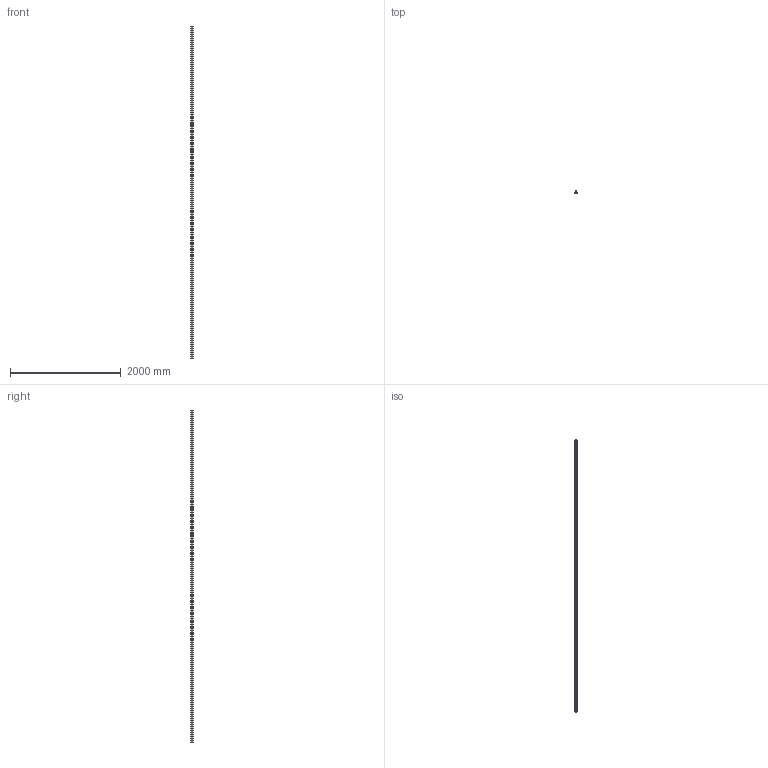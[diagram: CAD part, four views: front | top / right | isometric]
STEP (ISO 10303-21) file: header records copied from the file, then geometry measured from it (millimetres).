
FILE_DESCRIPTION (( 'STEP AP203' ), '1' );
FILE_NAME ('60372-GU-6M.step', '2022-07-21T10:02:09', ( '' ), ( '' ), 'SwSTEP 2.0', 'SolidWorks 2018', '' );
FILE_SCHEMA (( 'CONFIG_CONTROL_DESIGN' ));
Length unit declared in the file: millimetre
Products named in the file (1): 60372-GU-6M
Bounding box: 42.01 x 36.44 x 6000 mm (x, y, z)
Volume: 3029002.8 mm3; surface area: 2386634.8 mm2
Topology: 1 solids, 1 shells, 437 faces, 1227 edges, 818 vertices
Faces by surface type: plane 246, bspline 131, cylinder 60
Entity records: 20528 total; most frequent: CARTESIAN_POINT 9918, ORIENTED_EDGE 2454, DIRECTION 1699, EDGE_CURVE 1227, LINE 845, VECTOR 845, VERTEX_POINT 818, EDGE_LOOP 479
